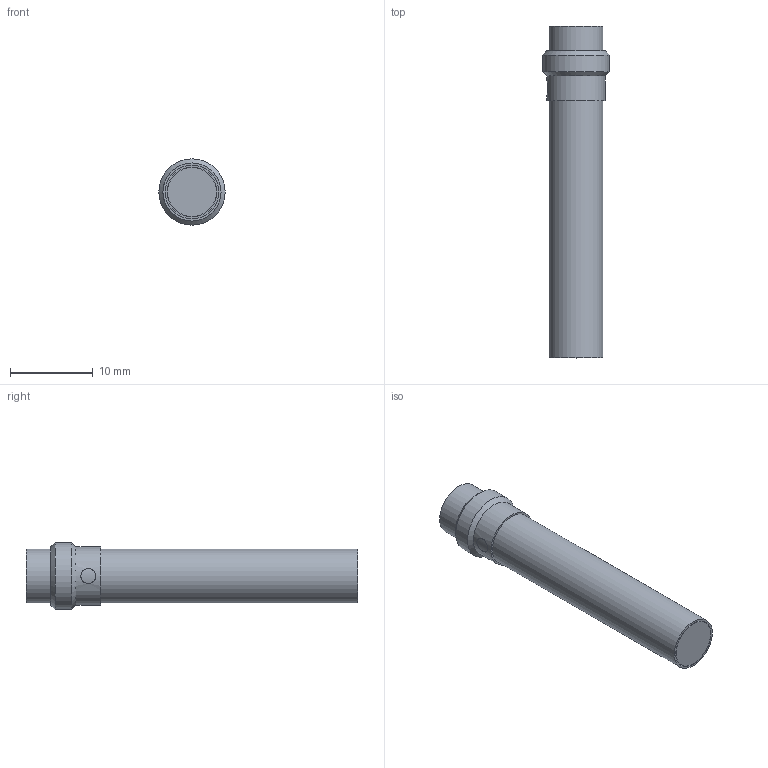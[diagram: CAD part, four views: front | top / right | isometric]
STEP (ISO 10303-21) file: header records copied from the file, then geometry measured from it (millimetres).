
FILE_DESCRIPTION(/* description */ (''),/* implementation_level */ '2;1');
FILE_NAME(/* name */ 'IA0360_Shrinkwrap_1.stp',/* time_stamp */ '2021-12-06T14:54:02+01:00',/* author */ ('Krieger Anja'),/* organization */ (''),/* preprocessor_version */ 'ST-DEVELOPER v18.1',/* originating_system */ 'Autodesk Inventor 2021',/* authorisation */ '');
FILE_SCHEMA (('AUTOMOTIVE_DESIGN { 1 0 10303 214 3 1 1 }'));
Length unit declared in the file: millimetre
Products named in the file (1): IA0360_Shrinkwrap_1
Bounding box: 8 x 40 x 8 mm (x, y, z)
Volume: 1273.4 mm3; surface area: 1163.9 mm2
Topology: 1 solids, 1 shells, 24 faces, 51 edges, 34 vertices
Faces by surface type: cylinder 12, plane 7, sphere 3, cone 2
Full cylindrical faces by diameter (mm): 1 x3, 1.8 x1, 5.6 x1, 5.9 x1, 6 x1, 6.5 x2, 7 x1, 8 x1
Entity records: 796 total; most frequent: CARTESIAN_POINT 178, DIRECTION 118, ORIENTED_EDGE 96, AXIS2_PLACEMENT_3D 52, EDGE_CURVE 48, VERTEX_POINT 34, EDGE_LOOP 32, CIRCLE 27
